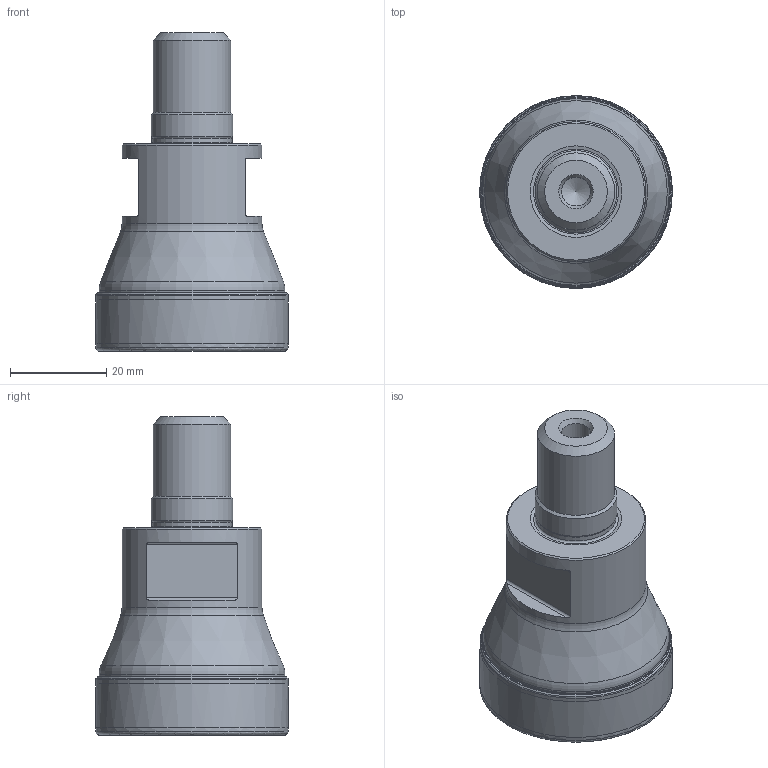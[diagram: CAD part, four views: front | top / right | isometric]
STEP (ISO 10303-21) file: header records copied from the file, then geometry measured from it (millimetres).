
FILE_DESCRIPTION(/* description */ (''),/* implementation_level */ '2;1');
FILE_NAME(/* name */ '40A3R043M16_SLN12_C_115009811ndi000_00_SIM.stp',/* time_stamp */ '2019-12-10T08:10:11+01:00',/* author */ (''),/* organization */ (''),/* preprocessor_version */ 'ST-DEVELOPER v16.7',/* originating_system */ 'SIEMENS PLM Software NX 12.0',/* authorisation */ '');
FILE_SCHEMA (('AUTOMOTIVE_DESIGN { 1 0 10303 214 3 1 1 1 }'));
Length unit declared in the file: millimetre
Products named in the file (1): wq703384B588abv2
Bounding box: 39.95 x 39.95 x 66 mm (x, y, z)
Volume: 49643.7 mm3; surface area: 12101.6 mm2
Topology: 2 solids, 2 shells, 69 faces, 150 edges, 85 vertices
Faces by surface type: revolution 36, cylinder 10, plane 9, cone 8, torus 6
Full cylindrical faces by diameter (mm): 6 x1, 16 x1, 16.6 x1, 17 x1, 29 x1, 38.558 x1
Entity records: 1932 total; most frequent: CARTESIAN_POINT 671, DIRECTION 236, ORIENTED_EDGE 164, EDGE_LOOP 128, FACE_BOUND 120, AXIS2_PLACEMENT_3D 94, EDGE_CURVE 82, VERTEX_POINT 76
